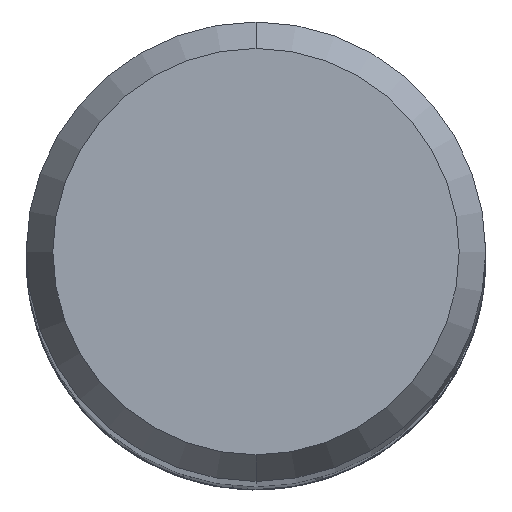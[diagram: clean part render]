
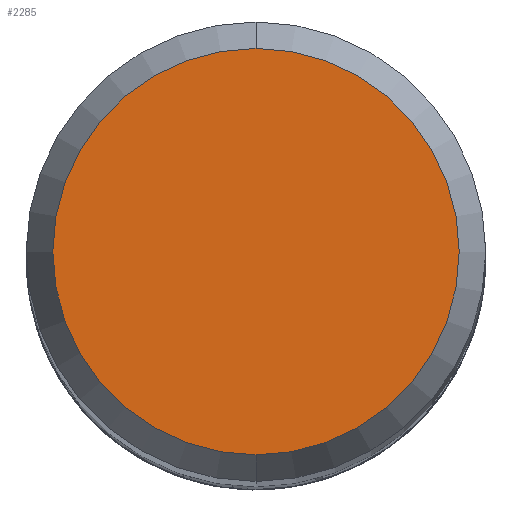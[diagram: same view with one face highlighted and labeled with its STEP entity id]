
A CAD part, top view. The second image highlights one B-rep face of the part: STEP entity #2285.
In plain terms, the highlighted planar face has unit normal (0, 0, 1).
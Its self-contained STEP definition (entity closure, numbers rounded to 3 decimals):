
#1815=VERTEX_POINT('',#4154);
#2285=ADVANCED_FACE('',(#4669),#4670,.T.);
#3207=EDGE_CURVE('',#3215,#1815,#5678,.T.);
#3215=VERTEX_POINT('',#5686);
#3287=EDGE_CURVE('',#1815,#3215,#5764,.T.);
#4154=CARTESIAN_POINT('',(0.0,3.538,0.0));
#4669=FACE_OUTER_BOUND('',#9491,.T.);
#4670=PLANE('',#9492);
#5678=CIRCLE('',#12593,3.538);
#5686=CARTESIAN_POINT('',(0.,-3.538,0.0));
#5764=CIRCLE('',#12828,3.538);
#9491=EDGE_LOOP('',(#14459,#14460));
#9492=AXIS2_PLACEMENT_3D('',#14461,#14462,#14463);
#12593=AXIS2_PLACEMENT_3D('',#15644,#15645,#15646);
#12828=AXIS2_PLACEMENT_3D('',#15740,#15741,#15742);
#14459=ORIENTED_EDGE('',*,*,#3287,.F.);
#14460=ORIENTED_EDGE('',*,*,#3207,.F.);
#14461=CARTESIAN_POINT('',(0.0,1.769,0.0));
#14462=DIRECTION('',(-0.0,0.0,1.0));
#14463=DIRECTION('',(0.0,-1.0,0.0));
#15644=CARTESIAN_POINT('',(0.0,0.0,0.0));
#15645=DIRECTION('',(0.0,0.0,-1.0));
#15646=DIRECTION('',(0.0,1.0,0.0));
#15740=CARTESIAN_POINT('',(0.0,0.0,0.0));
#15741=DIRECTION('',(0.0,0.0,-1.0));
#15742=DIRECTION('',(0.0,1.0,0.0));
